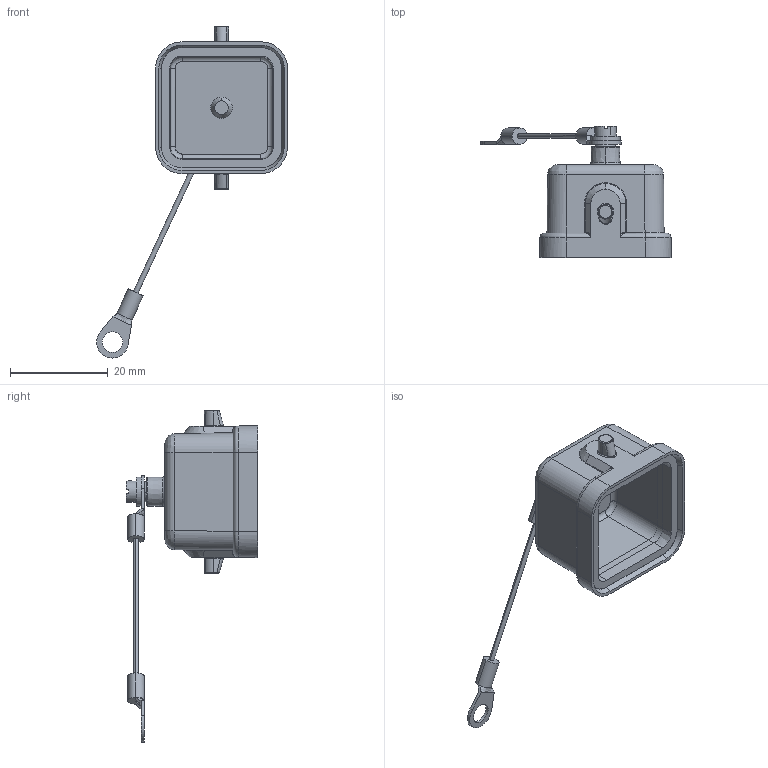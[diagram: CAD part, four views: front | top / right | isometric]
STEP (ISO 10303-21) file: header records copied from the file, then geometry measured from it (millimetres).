
FILE_DESCRIPTION(/* description */ (''),/* implementation_level */ '2;1');
FILE_NAME(/* name */ 'H3A-MCV-2B-2F.stp',/* time_stamp */ '2022-10-20T18:05:36+08:00',/* author */ (''),/* organization */ (''),/* preprocessor_version */ 'ST-DEVELOPER v16',/* originating_system */ 'SIEMENS PLM Software NX 10.0',/* authorisation */ '');
FILE_SCHEMA (('AP203_CONFIGURATION_CONTROLLED_3D_DESIGN_OF_MECHANICAL_PARTS_AND_ASSEMBLIES_MIM_LF { 1 0 10303 403 2 1 2}'));
Length unit declared in the file: millimetre
Products named in the file (1): Admi62B47F301ppw
Bounding box: 39.1 x 26.9 x 68.06 mm (x, y, z)
Volume: 3888.9 mm3; surface area: 5763.7 mm2
Topology: 2 solids, 2 shells, 233 faces, 555 edges, 340 vertices
Faces by surface type: plane 80, bspline 70, cylinder 54, cone 11, torus 8, extrusion 8, sphere 2
Full cylindrical faces by diameter (mm): 6 x1
Entity records: 9548 total; most frequent: CARTESIAN_POINT 4711, ORIENTED_EDGE 1108, DIRECTION 781, EDGE_CURVE 554, VERTEX_POINT 340, AXIS2_PLACEMENT_3D 270, EDGE_LOOP 252, VECTOR 241
